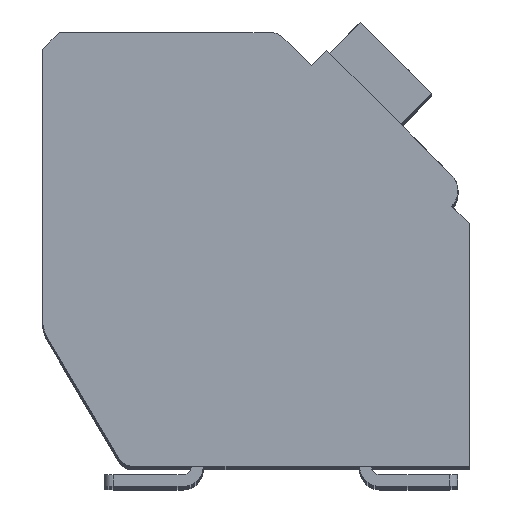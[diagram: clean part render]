
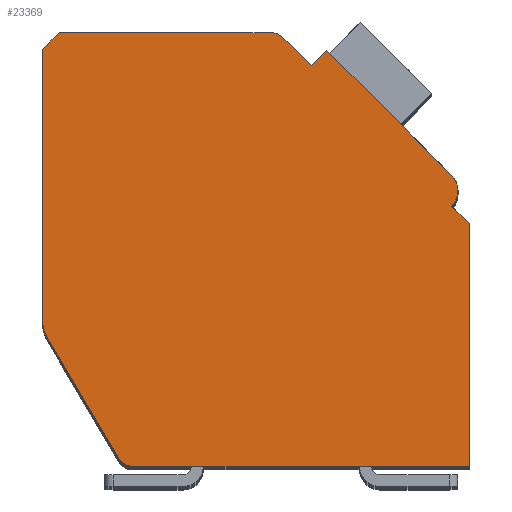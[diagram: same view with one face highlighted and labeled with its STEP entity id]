
A CAD part, top view. The second image highlights one B-rep face of the part: STEP entity #23369.
In plain terms, the highlighted planar face has unit normal (0, 0, 1).
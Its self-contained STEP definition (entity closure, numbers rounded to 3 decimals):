
#477=DIRECTION('',(0.,-1.,0.));
#478=VECTOR('',#477,8.053);
#479=CARTESIAN_POINT('',(-12.7,12.4,2.1));
#480=LINE('',#479,#478);
#481=DIRECTION('',(-0.707,-0.707,0.));
#482=VECTOR('',#481,0.707);
#483=CARTESIAN_POINT('',(-12.2,12.9,2.1));
#484=LINE('',#483,#482);
#485=DIRECTION('',(-1.,0.,0.));
#486=VECTOR('',#485,6.298);
#487=CARTESIAN_POINT('',(-5.902,12.9,2.1));
#488=LINE('',#487,#486);
#489=CARTESIAN_POINT('',(-5.902,12.4,2.1));
#490=DIRECTION('',(0.,0.,1.));
#491=DIRECTION('',(0.707,0.707,0.));
#492=AXIS2_PLACEMENT_3D('',#489,#490,#491);
#494=DIRECTION('',(-0.707,0.707,0.));
#495=VECTOR('',#494,1.197);
#496=CARTESIAN_POINT('',(-4.702,11.907,2.1));
#497=LINE('',#496,#495);
#498=DIRECTION('',(-0.707,-0.707,0.));
#499=VECTOR('',#498,0.65);
#500=CARTESIAN_POINT('',(-4.243,12.367,2.1));
#501=LINE('',#500,#499);
#502=DIRECTION('',(-0.707,0.707,0.));
#503=VECTOR('',#502,5.25);
#504=CARTESIAN_POINT('',(-0.53,8.655,2.1));
#505=LINE('',#504,#503);
#506=CARTESIAN_POINT('',(-0.99,8.195,2.1));
#507=DIRECTION('',(0.,0.,1.));
#508=DIRECTION('',(0.707,-0.707,0.));
#509=AXIS2_PLACEMENT_3D('',#506,#507,#508);
#511=DIRECTION('',(-0.707,0.707,0.));
#512=VECTOR('',#511,0.75);
#513=CARTESIAN_POINT('',(0.,7.205,2.1));
#514=LINE('',#513,#512);
#515=DIRECTION('',(0.,1.,0.));
#516=VECTOR('',#515,7.205);
#517=CARTESIAN_POINT('',(0.,0.,2.1));
#518=LINE('',#517,#516);
#519=DIRECTION('',(1.,0.,0.));
#520=VECTOR('',#519,10.014);
#521=CARTESIAN_POINT('',(-10.014,0.,2.1));
#522=LINE('',#521,#520);
#523=CARTESIAN_POINT('',(-10.014,0.5,2.1));
#524=DIRECTION('',(0.,0.,1.));
#525=DIRECTION('',(-0.862,-0.508,0.));
#526=AXIS2_PLACEMENT_3D('',#523,#524,#525);
#528=DIRECTION('',(0.508,-0.862,0.));
#529=VECTOR('',#528,4.17);
#530=CARTESIAN_POINT('',(-12.562,3.839,2.1));
#531=LINE('',#530,#529);
#532=CARTESIAN_POINT('',(-11.7,4.347,2.1));
#533=DIRECTION('',(0.,0.,1.));
#534=DIRECTION('',(-1.,0.,0.));
#535=AXIS2_PLACEMENT_3D('',#532,#533,#534);
#17587=CARTESIAN_POINT('',(-12.7,12.4,2.1));
#17588=CARTESIAN_POINT('',(-12.7,4.347,2.1));
#17589=VERTEX_POINT('',#17587);
#17590=VERTEX_POINT('',#17588);
#17591=CARTESIAN_POINT('',(-12.562,3.839,2.1));
#17592=VERTEX_POINT('',#17591);
#17593=CARTESIAN_POINT('',(-10.445,0.246,2.1));
#17594=VERTEX_POINT('',#17593);
#17595=CARTESIAN_POINT('',(-10.014,0.,2.1));
#17596=VERTEX_POINT('',#17595);
#17597=CARTESIAN_POINT('',(0.,0.,2.1));
#17598=VERTEX_POINT('',#17597);
#17599=CARTESIAN_POINT('',(0.,7.205,2.1));
#17600=VERTEX_POINT('',#17599);
#17601=CARTESIAN_POINT('',(-0.53,7.735,2.1));
#17602=VERTEX_POINT('',#17601);
#17603=CARTESIAN_POINT('',(-0.53,8.655,2.1));
#17604=VERTEX_POINT('',#17603);
#17605=CARTESIAN_POINT('',(-4.243,12.367,2.1));
#17606=VERTEX_POINT('',#17605);
#17607=CARTESIAN_POINT('',(-4.702,11.907,2.1));
#17608=VERTEX_POINT('',#17607);
#17609=CARTESIAN_POINT('',(-5.548,12.754,2.1));
#17610=VERTEX_POINT('',#17609);
#17611=CARTESIAN_POINT('',(-5.902,12.9,2.1));
#17612=VERTEX_POINT('',#17611);
#17613=CARTESIAN_POINT('',(-12.2,12.9,2.1));
#17614=VERTEX_POINT('',#17613);
#23336=CARTESIAN_POINT('',(0.,0.,2.1));
#23337=DIRECTION('',(0.,0.,1.));
#23338=DIRECTION('',(1.,0.,0.));
#23339=AXIS2_PLACEMENT_3D('',#23336,#23337,#23338);
#23340=PLANE('',#23339);
#23341=ORIENTED_EDGE('',*,*,#22885,.F.);
#23343=ORIENTED_EDGE('',*,*,#23342,.F.);
#23345=ORIENTED_EDGE('',*,*,#23344,.F.);
#23347=ORIENTED_EDGE('',*,*,#23346,.F.);
#23349=ORIENTED_EDGE('',*,*,#23348,.F.);
#23351=ORIENTED_EDGE('',*,*,#23350,.F.);
#23353=ORIENTED_EDGE('',*,*,#23352,.F.);
#23355=ORIENTED_EDGE('',*,*,#23354,.F.);
#23357=ORIENTED_EDGE('',*,*,#23356,.F.);
#23359=ORIENTED_EDGE('',*,*,#23358,.F.);
#23361=ORIENTED_EDGE('',*,*,#23360,.F.);
#23363=ORIENTED_EDGE('',*,*,#23362,.F.);
#23365=ORIENTED_EDGE('',*,*,#23364,.F.);
#23366=ORIENTED_EDGE('',*,*,#23059,.F.);
#23367=EDGE_LOOP('',(#23341,#23343,#23345,#23347,#23349,#23351,#23353,#23355,
#23357,#23359,#23361,#23363,#23365,#23366));
#23368=FACE_OUTER_BOUND('',#23367,.F.);
#493=CIRCLE('',#492,0.5);
#510=CIRCLE('',#509,0.65);
#527=CIRCLE('',#526,0.5);
#536=CIRCLE('',#535,1.);
#22885=EDGE_CURVE('',#17589,#17590,#480,.T.);
#23059=EDGE_CURVE('',#17590,#17592,#536,.T.);
#23342=EDGE_CURVE('',#17614,#17589,#484,.T.);
#23344=EDGE_CURVE('',#17612,#17614,#488,.T.);
#23346=EDGE_CURVE('',#17610,#17612,#493,.T.);
#23348=EDGE_CURVE('',#17608,#17610,#497,.T.);
#23350=EDGE_CURVE('',#17606,#17608,#501,.T.);
#23352=EDGE_CURVE('',#17604,#17606,#505,.T.);
#23354=EDGE_CURVE('',#17602,#17604,#510,.T.);
#23356=EDGE_CURVE('',#17600,#17602,#514,.T.);
#23358=EDGE_CURVE('',#17598,#17600,#518,.T.);
#23360=EDGE_CURVE('',#17596,#17598,#522,.T.);
#23362=EDGE_CURVE('',#17594,#17596,#527,.T.);
#23364=EDGE_CURVE('',#17592,#17594,#531,.T.);
#23369=ADVANCED_FACE('',(#23368),#23340,.T.);
